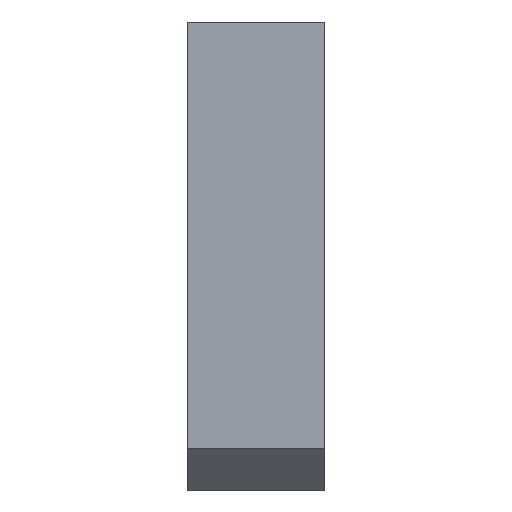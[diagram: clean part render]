
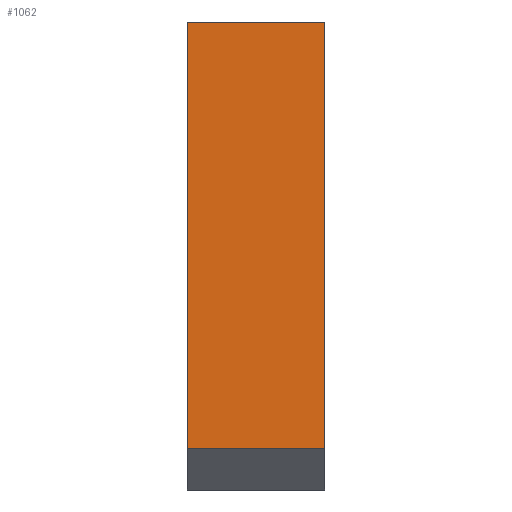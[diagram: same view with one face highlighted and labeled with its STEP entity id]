
A CAD part, left-side view. The second image highlights one B-rep face of the part: STEP entity #1062.
In plain terms, the highlighted planar face has unit normal (-1, 0, 0).
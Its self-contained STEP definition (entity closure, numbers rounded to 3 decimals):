
#190=FACE_OUTER_BOUND('',#253,.T.);
#253=EDGE_LOOP('',(#927,#928,#929,#930));
#269=LINE('',#1598,#353);
#281=LINE('',#1669,#365);
#332=LINE('',#1867,#416);
#333=LINE('',#1869,#417);
#353=VECTOR('',#1240,10.);
#365=VECTOR('',#1304,10.);
#416=VECTOR('',#1549,10.);
#417=VECTOR('',#1552,10.);
#436=VERTEX_POINT('',#1595);
#437=VERTEX_POINT('',#1597);
#470=VERTEX_POINT('',#1667);
#519=VERTEX_POINT('',#1863);
#533=EDGE_CURVE('',#436,#437,#269,.T.);
#569=EDGE_CURVE('',#470,#436,#281,.T.);
#668=EDGE_CURVE('',#519,#437,#332,.T.);
#669=EDGE_CURVE('',#470,#519,#333,.T.);
#927=ORIENTED_EDGE('',*,*,#569,.F.);
#928=ORIENTED_EDGE('',*,*,#669,.T.);
#929=ORIENTED_EDGE('',*,*,#668,.T.);
#930=ORIENTED_EDGE('',*,*,#533,.F.);
#1000=PLANE('',#1219);
#1062=ADVANCED_FACE('',(#190),#1000,.T.);
#1219=AXIS2_PLACEMENT_3D('',#1868,#1550,#1551);
#1240=DIRECTION('',(0.,0.,1.));
#1304=DIRECTION('',(0.,1.,0.));
#1549=DIRECTION('',(0.,1.,0.));
#1550=DIRECTION('center_axis',(-1.,0.,0.));
#1551=DIRECTION('ref_axis',(0.,0.,1.));
#1552=DIRECTION('',(0.,0.,1.));
#1595=CARTESIAN_POINT('',(-6.,5.,-4.5));
#1597=CARTESIAN_POINT('',(-6.,5.,11.));
#1598=CARTESIAN_POINT('',(-6.,5.,-6.));
#1667=CARTESIAN_POINT('',(-6.,0.,-4.5));
#1669=CARTESIAN_POINT('',(-6.,0.,-4.5));
#1863=CARTESIAN_POINT('',(-6.,0.,11.));
#1867=CARTESIAN_POINT('',(-6.,0.,11.));
#1868=CARTESIAN_POINT('Origin',(-6.,0.,-6.));
#1869=CARTESIAN_POINT('',(-6.,0.,-6.));
